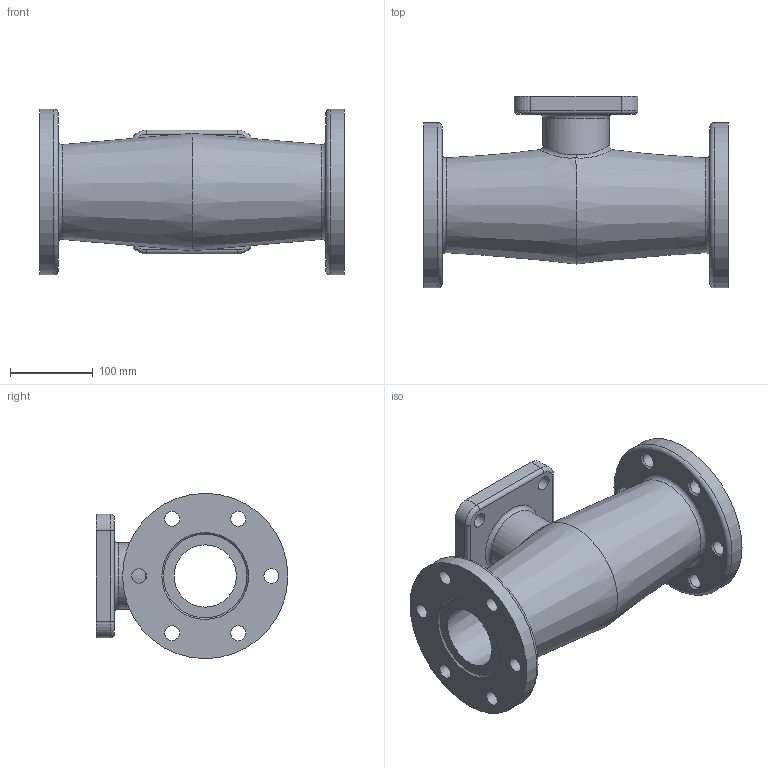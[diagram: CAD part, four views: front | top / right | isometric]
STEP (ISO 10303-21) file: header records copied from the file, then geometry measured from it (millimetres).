
FILE_DESCRIPTION(/* description */ (''),/* implementation_level */ '2;1');
FILE_NAME(/* name */ 'T_vana.stp',/* time_stamp */ '2021-06-17T09:51:31+02:00',/* author */ ('fidel'),/* organization */ (''),/* preprocessor_version */ 'ST-DEVELOPER v18',/* originating_system */ 'Autodesk Inventor 2020',/* authorisation */ '');
FILE_SCHEMA (('AUTOMOTIVE_DESIGN { 1 0 10303 214 3 1 1 }'));
Length unit declared in the file: millimetre
Products named in the file (1): T_vana
Bounding box: 368 x 232 x 200 mm (x, y, z)
Volume: 3590528.3 mm3; surface area: 431443.4 mm2
Topology: 1 solids, 1 shells, 77 faces, 240 edges, 170 vertices
Faces by surface type: cylinder 29, cone 22, plane 13, torus 9, bspline 4
Full cylindrical faces by diameter (mm): 18 x16, 48 x1, 55 x1, 80 x1, 200 x2
Entity records: 6334 total; most frequent: CARTESIAN_POINT 3930, DIRECTION 541, ORIENTED_EDGE 480, EDGE_CURVE 240, AXIS2_PLACEMENT_3D 239, VERTEX_POINT 170, CIRCLE 165, EDGE_LOOP 118
